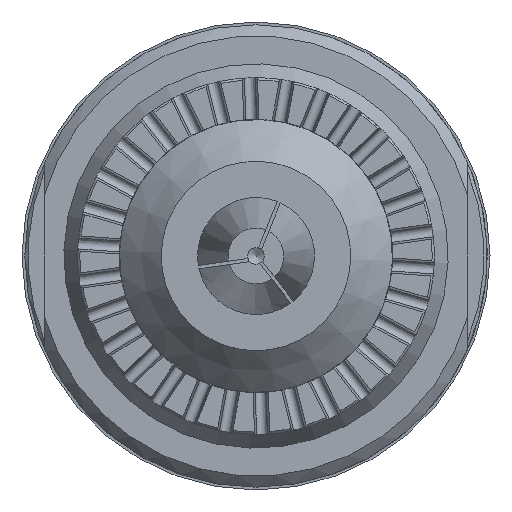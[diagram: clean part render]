
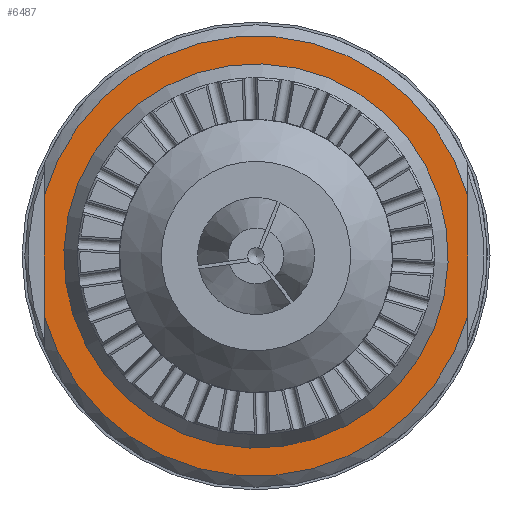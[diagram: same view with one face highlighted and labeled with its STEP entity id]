
A CAD part, left-side view. The second image highlights one B-rep face of the part: STEP entity #6487.
In plain terms, the highlighted planar face has unit normal (-1, 0, 0).
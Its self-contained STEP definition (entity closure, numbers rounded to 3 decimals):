
#500=LINE('',#11111,#970);
#504=LINE('',#11127,#974);
#970=VECTOR('',#8537,10.782);
#974=VECTOR('',#8545,10.782);
#1381=PLANE('',#7114);
#1500=FACE_BOUND('',#2204,.T.);
#1794=FACE_OUTER_BOUND('',#2203,.T.);
#2203=EDGE_LOOP('',(#5345,#5346,#5347,#5348));
#2204=EDGE_LOOP('',(#5349));
#2528=CIRCLE('',#7109,19.75);
#2530=CIRCLE('',#7113,8.);
#2531=CIRCLE('',#7115,19.75);
#2996=VERTEX_POINT('',#11106);
#2997=VERTEX_POINT('',#11110);
#3000=VERTEX_POINT('',#11122);
#3001=VERTEX_POINT('',#11126);
#3003=VERTEX_POINT('',#11139);
#3807=EDGE_CURVE('',#2997,#2996,#500,.T.);
#3813=EDGE_CURVE('',#3001,#3000,#504,.T.);
#3816=EDGE_CURVE('',#2997,#3000,#2528,.T.);
#3818=EDGE_CURVE('',#3003,#3003,#2530,.T.);
#3819=EDGE_CURVE('',#3001,#2996,#2531,.T.);
#5345=ORIENTED_EDGE('',*,*,#3807,.T.);
#5346=ORIENTED_EDGE('',*,*,#3819,.F.);
#5347=ORIENTED_EDGE('',*,*,#3813,.T.);
#5348=ORIENTED_EDGE('',*,*,#3816,.F.);
#5349=ORIENTED_EDGE('',*,*,#3818,.T.);
#6487=ADVANCED_FACE('',(#1794,#1500),#1381,.T.);
#7109=AXIS2_PLACEMENT_3D('',#11134,#8552,#8553);
#7113=AXIS2_PLACEMENT_3D('',#11140,#8560,#8561);
#7114=AXIS2_PLACEMENT_3D('',#11141,#8562,#8563);
#7115=AXIS2_PLACEMENT_3D('',#11142,#8564,#8565);
#8537=DIRECTION('',(0.,0.,-1.));
#8545=DIRECTION('',(0.,0.,1.));
#8552=DIRECTION('center_axis',(1.,0.,0.));
#8553=DIRECTION('ref_axis',(0.,0.,
1.));
#8560=DIRECTION('center_axis',(1.,0.,0.));
#8561=DIRECTION('ref_axis',(0.,0.,
1.));
#8562=DIRECTION('center_axis',(-1.,0.,0.));
#8563=DIRECTION('ref_axis',(0.,-1.,0.));
#8564=DIRECTION('center_axis',(1.,0.,0.));
#8565=DIRECTION('ref_axis',(0.,0.,
1.));
#11106=CARTESIAN_POINT('',(-85.,19.,-5.391));
#11110=CARTESIAN_POINT('',(-85.,19.,5.391));
#11111=CARTESIAN_POINT('',(-85.,19.,1.392));
#11122=CARTESIAN_POINT('',(-85.,-19.,5.391));
#11126=CARTESIAN_POINT('',(-85.,-19.,-5.391));
#11127=CARTESIAN_POINT('',(-85.,-19.,12.483));
#11134=CARTESIAN_POINT('Origin',(-85.,0.,
0.));
#11139=CARTESIAN_POINT('',(-85.,0.,8.));
#11140=CARTESIAN_POINT('Origin',(-85.,0.,
0.));
#11141=CARTESIAN_POINT('Origin',(-85.,0.,
13.875));
#11142=CARTESIAN_POINT('Origin',(-85.,0.,
0.));
